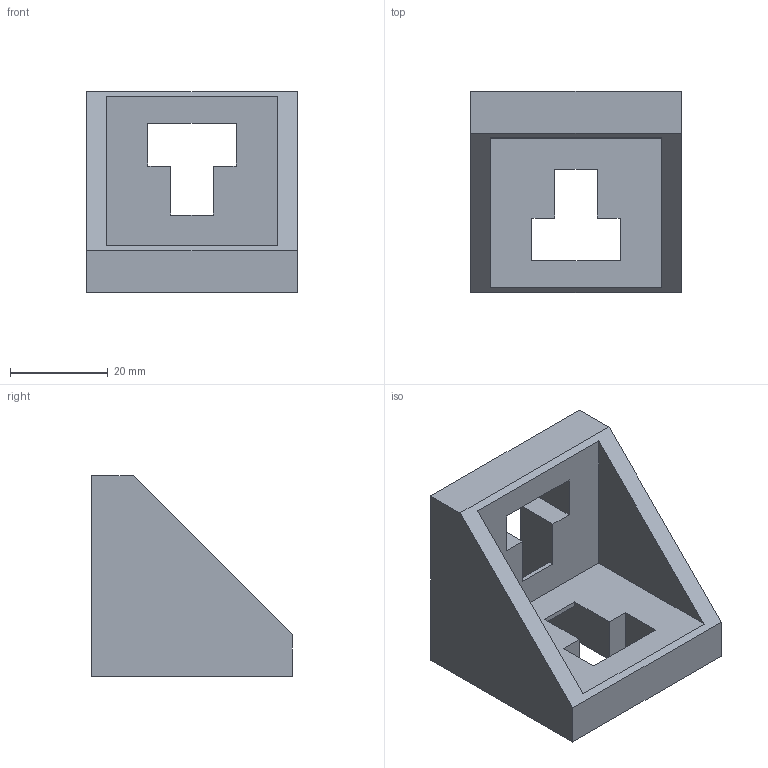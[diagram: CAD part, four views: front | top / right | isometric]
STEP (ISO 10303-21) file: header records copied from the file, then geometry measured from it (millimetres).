
FILE_DESCRIPTION(('STEP AP214'),'1');
FILE_NAME('cctmp_9B6C3979-E92C-4069-91BE-A25A7178C6CF_2020_2_11_16_57_24_129..stp','2020-02-11T15:57:24',('Bosch Rexroth AG'),('CADClick - www.CADClick.com'),'Spatial InterOp 3D',' ','unknown authorization - (Healing Option Enabled)');
FILE_SCHEMA(('AUTOMOTIVE_DESIGN'));
Length unit declared in the file: millimetre
Products named in the file (1): 2020_02_11__16-57-24-128
Bounding box: 43 x 41 x 41 mm (x, y, z)
Volume: 28026.2 mm3; surface area: 10574.5 mm2
Topology: 1 solids, 1 shells, 29 faces, 78 edges, 52 vertices
Faces by surface type: plane 29
Entity records: 1156 total; most frequent: CARTESIAN_POINT 160, ORIENTED_EDGE 156, DIRECTION 138, EDGE_CURVE 78, LINE 78, VECTOR 78, VERTEX_POINT 52, EDGE_LOOP 34
